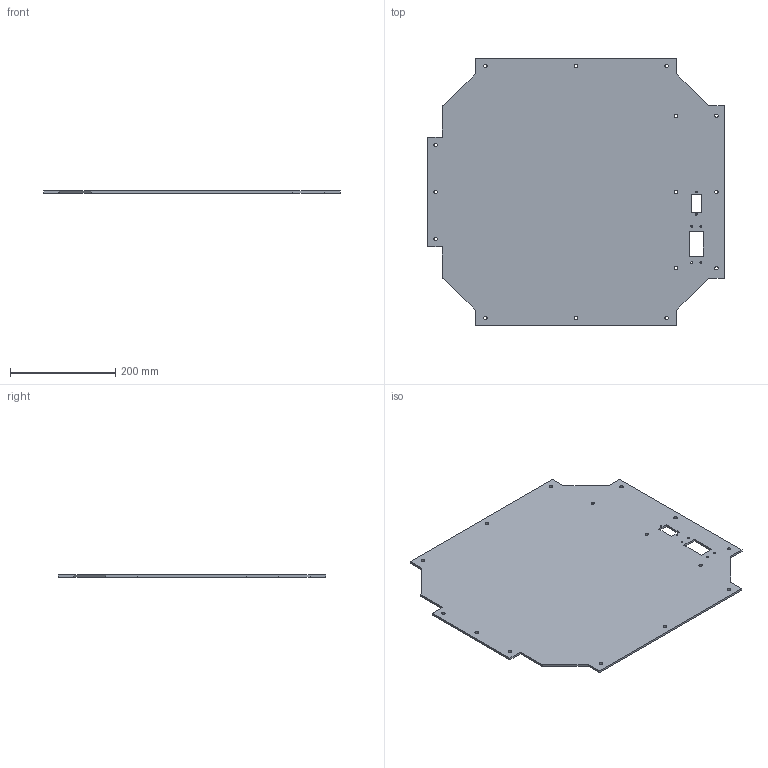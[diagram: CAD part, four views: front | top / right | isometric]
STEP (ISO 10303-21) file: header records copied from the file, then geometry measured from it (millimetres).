
FILE_DESCRIPTION(/* description */ (''),/* implementation_level */ '2;1');
FILE_NAME(/* name */ 'panel_side_right_300.step',/* time_stamp */ '2021-09-25T21:33:41+01:00',/* author */ (''),/* organization */ (''),/* preprocessor_version */ 'ST-DEVELOPER v18.1',/* originating_system */ 'Autodesk Translation Framework v10.10.0.1391',/* authorisation */ '');
FILE_SCHEMA (('AUTOMOTIVE_DESIGN { 1 0 10303 214 3 1 1 }'));
Length unit declared in the file: millimetre
Products named in the file (1): panel_side_right_300
Bounding box: 565 x 510 x 4 mm (x, y, z)
Volume: 1026961.1 mm3; surface area: 524051.8 mm2
Topology: 1 solids, 1 shells, 51 faces, 147 edges, 98 vertices
Faces by surface type: plane 30, cylinder 21
Full cylindrical faces by diameter (mm): 3.4 x6, 6.6 x15
Entity records: 1808 total; most frequent: CARTESIAN_POINT 297, ORIENTED_EDGE 294, DIRECTION 293, EDGE_CURVE 147, LINE 105, VECTOR 105, VERTEX_POINT 98, EDGE_LOOP 97
